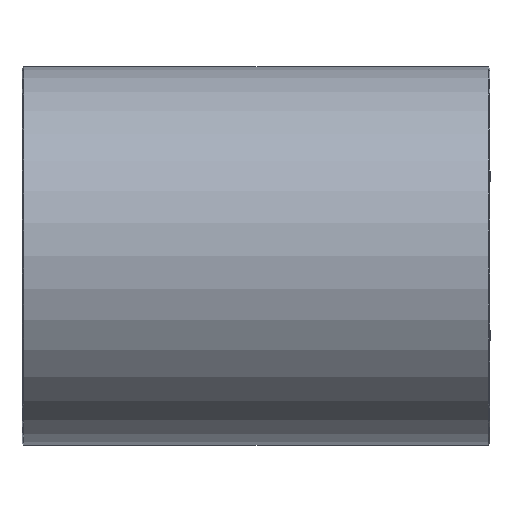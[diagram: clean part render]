
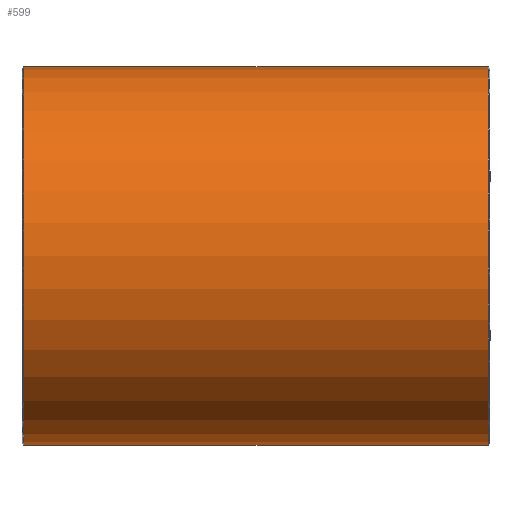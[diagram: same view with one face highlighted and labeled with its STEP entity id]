
A CAD part, top view. The second image highlights one B-rep face of the part: STEP entity #599.
In plain terms, the highlighted cylindrical face has radius 25 mm (diameter 50 mm), a partial arc.
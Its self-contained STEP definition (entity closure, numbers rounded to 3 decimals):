
#9 = CARTESIAN_POINT ( 'NONE',  ( 67.2, 0., 0. ) ) ;
#91 = CIRCLE ( 'NONE', #1069, 25. ) ;
#155 = DIRECTION ( 'NONE',  ( -1., 0., 0. ) ) ;
#306 = VERTEX_POINT ( 'NONE', #1571 ) ;
#413 = CARTESIAN_POINT ( 'NONE',  ( 67., 0., 0. ) ) ;
#433 = ORIENTED_EDGE ( 'NONE', *, *, #1037, .F. ) ;
#441 = LINE ( 'NONE', #1273, #2047 ) ;
#550 = LINE ( 'NONE', #1874, #644 ) ;
#587 = DIRECTION ( 'NONE',  ( 0., -1., 0. ) ) ;
#599 = ADVANCED_FACE ( 'NONE', ( #863 ), #1455, .T. ) ;
#635 = EDGE_CURVE ( 'NONE', #2338, #306, #91, .T. ) ;
#644 = VECTOR ( 'NONE', #1430, 1000. ) ;
#804 = CARTESIAN_POINT ( 'NONE',  ( 67.2, 25., 0. ) ) ;
#850 = DIRECTION ( 'NONE',  ( 1., 0., 0. ) ) ;
#863 = FACE_OUTER_BOUND ( 'NONE', #1949, .T. ) ;
#998 = EDGE_CURVE ( 'NONE', #2716, #2349, #2662, .T. ) ;
#999 = DIRECTION ( 'NONE',  ( -1., 0., 0. ) ) ;
#1037 = EDGE_CURVE ( 'NONE', #2716, #306, #441, .T. ) ;
#1055 = CARTESIAN_POINT ( 'NONE',  ( 128.601, 0., 0. ) ) ;
#1069 = AXIS2_PLACEMENT_3D ( 'NONE', #9, #850, #587 ) ;
#1245 = DIRECTION ( 'NONE',  ( 0., -1., 0. ) ) ;
#1273 = CARTESIAN_POINT ( 'NONE',  ( 67., -25., 0. ) ) ;
#1371 = ORIENTED_EDGE ( 'NONE', *, *, #998, .T. ) ;
#1403 = EDGE_CURVE ( 'NONE', #2349, #2338, #550, .T. ) ;
#1430 = DIRECTION ( 'NONE',  ( -1., 0., 0. ) ) ;
#1455 = CYLINDRICAL_SURFACE ( 'NONE', #1816, 25. ) ;
#1511 = AXIS2_PLACEMENT_3D ( 'NONE', #1055, #999, #2489 ) ;
#1571 = CARTESIAN_POINT ( 'NONE',  ( 67.2, -25., 0. ) ) ;
#1743 = ORIENTED_EDGE ( 'NONE', *, *, #1403, .T. ) ;
#1816 = AXIS2_PLACEMENT_3D ( 'NONE', #413, #2720, #1245 ) ;
#1874 = CARTESIAN_POINT ( 'NONE',  ( 67., 25., 0. ) ) ;
#1949 = EDGE_LOOP ( 'NONE', ( #1371, #1743, #1977, #433 ) ) ;
#1977 = ORIENTED_EDGE ( 'NONE', *, *, #635, .T. ) ;
#2047 = VECTOR ( 'NONE', #155, 1000. ) ;
#2135 = CARTESIAN_POINT ( 'NONE',  ( 128.601, -25., 0. ) ) ;
#2338 = VERTEX_POINT ( 'NONE', #804 ) ;
#2349 = VERTEX_POINT ( 'NONE', #2448 ) ;
#2448 = CARTESIAN_POINT ( 'NONE',  ( 128.601, 25., 0. ) ) ;
#2489 = DIRECTION ( 'NONE',  ( 0., 1., 0. ) ) ;
#2662 = CIRCLE ( 'NONE', #1511, 25. ) ;
#2716 = VERTEX_POINT ( 'NONE', #2135 ) ;
#2720 = DIRECTION ( 'NONE',  ( -1., 0., 0. ) ) ;
